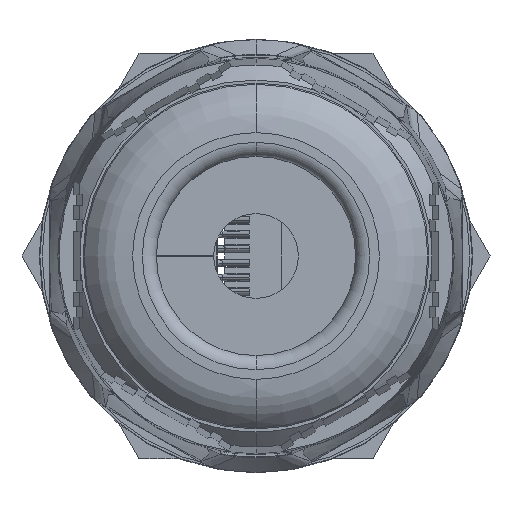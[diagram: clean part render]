
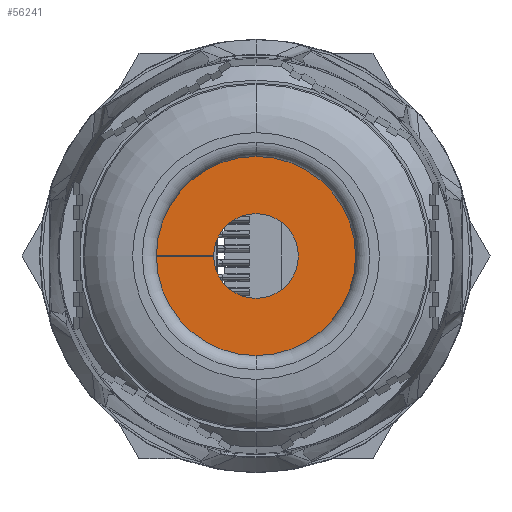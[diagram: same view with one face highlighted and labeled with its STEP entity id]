
A CAD part, left-side view. The second image highlights one B-rep face of the part: STEP entity #56241.
In plain terms, the highlighted face is planar.
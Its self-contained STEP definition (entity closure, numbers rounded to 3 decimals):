
#376 = VECTOR ( 'NONE', #77682, 1000. ) ;
#1025 = CARTESIAN_POINT ( 'NONE',  ( 0., 0., 8.15 ) ) ;
#1158 = CIRCLE ( 'NONE', #60189, 3. ) ;
#1824 = LINE ( 'NONE', #18333, #376 ) ;
#2441 = DIRECTION ( 'NONE',  ( -1., 0., 0. ) ) ;
#4721 = ORIENTED_EDGE ( 'NONE', *, *, #5416, .T. ) ;
#5416 = EDGE_CURVE ( 'NONE', #62189, #55544, #59626, .T. ) ;
#7151 = EDGE_CURVE ( 'NONE', #25452, #87939, #24237, .T. ) ;
#8324 = ORIENTED_EDGE ( 'NONE', *, *, #86662, .F. ) ;
#8448 = DIRECTION ( 'NONE',  ( 0., 0., 1. ) ) ;
#10976 = DIRECTION ( 'NONE',  ( -1., 0., 0. ) ) ;
#13313 = AXIS2_PLACEMENT_3D ( 'NONE', #54257, #10976, #24089 ) ;
#13376 = VECTOR ( 'NONE', #58671, 1000. ) ;
#18333 = CARTESIAN_POINT ( 'NONE',  ( 0., 8.15, 0.005 ) ) ;
#18631 = CARTESIAN_POINT ( 'NONE',  ( 0., 0., 3. ) ) ;
#18956 = CARTESIAN_POINT ( 'NONE',  ( 0., 0., 0. ) ) ;
#24089 = DIRECTION ( 'NONE',  ( 0., 0., 1. ) ) ;
#24235 = VERTEX_POINT ( 'NONE', #55861 ) ;
#24237 = CIRCLE ( 'NONE', #13313, 3. ) ;
#25452 = VERTEX_POINT ( 'NONE', #18631 ) ;
#25544 = AXIS2_PLACEMENT_3D ( 'NONE', #45423, #83854, #8448 ) ;
#26268 = DIRECTION ( 'NONE',  ( 0., 0., 1. ) ) ;
#26353 = CIRCLE ( 'NONE', #83866, 8.15 ) ;
#27932 = FACE_OUTER_BOUND ( 'NONE', #48816, .T. ) ;
#29894 = ORIENTED_EDGE ( 'NONE', *, *, #75113, .T. ) ;
#30894 = ORIENTED_EDGE ( 'NONE', *, *, #55161, .F. ) ;
#31377 = CARTESIAN_POINT ( 'NONE',  ( 0., 0., -8.15 ) ) ;
#32068 = AXIS2_PLACEMENT_3D ( 'NONE', #18956, #57376, #26268 ) ;
#35459 = DIRECTION ( 'NONE',  ( 0., 0., 1. ) ) ;
#37392 = EDGE_CURVE ( 'NONE', #62189, #93504, #47487, .T. ) ;
#39185 = ORIENTED_EDGE ( 'NONE', *, *, #48473, .T. ) ;
#39480 = CIRCLE ( 'NONE', #25544, 3. ) ;
#39887 = DIRECTION ( 'NONE',  ( 0., 0., 1. ) ) ;
#43473 = CARTESIAN_POINT ( 'NONE',  ( 0., 3., -0.005 ) ) ;
#45423 = CARTESIAN_POINT ( 'NONE',  ( 0., 0., 0. ) ) ;
#47487 = CIRCLE ( 'NONE', #55275, 8.15 ) ;
#47663 = CARTESIAN_POINT ( 'NONE',  ( 0., 0., 0. ) ) ;
#48473 = EDGE_CURVE ( 'NONE', #24235, #25452, #39480, .T. ) ;
#48816 = EDGE_LOOP ( 'NONE', ( #63411, #4721, #29894, #39185, #69311, #8324, #56402, #30894 ) ) ;
#51246 = CARTESIAN_POINT ( 'NONE',  ( 0., 3., 0. ) ) ;
#51356 = CARTESIAN_POINT ( 'NONE',  ( 0., 8.15, -0.005 ) ) ;
#54257 = CARTESIAN_POINT ( 'NONE',  ( 0., 0., 0. ) ) ;
#54420 = CARTESIAN_POINT ( 'NONE',  ( 0., 8.15, 0.005 ) ) ;
#55161 = EDGE_CURVE ( 'NONE', #93504, #58677, #64692, .T. ) ;
#55275 = AXIS2_PLACEMENT_3D ( 'NONE', #74289, #66525, #95724 ) ;
#55544 = VERTEX_POINT ( 'NONE', #43473 ) ;
#55861 = CARTESIAN_POINT ( 'NONE',  ( 0., 0., -3. ) ) ;
#56241 = ADVANCED_FACE ( 'NONE', ( #27932 ), #96036, .F. ) ;
#56402 = ORIENTED_EDGE ( 'NONE', *, *, #81647, .F. ) ;
#57376 = DIRECTION ( 'NONE',  ( -1., 0., 0. ) ) ;
#58671 = DIRECTION ( 'NONE',  ( 0., -1., 0. ) ) ;
#58677 = VERTEX_POINT ( 'NONE', #1025 ) ;
#59626 = LINE ( 'NONE', #51356, #13376 ) ;
#60189 = AXIS2_PLACEMENT_3D ( 'NONE', #65164, #86087, #35459 ) ;
#62189 = VERTEX_POINT ( 'NONE', #93118 ) ;
#63411 = ORIENTED_EDGE ( 'NONE', *, *, #37392, .F. ) ;
#64692 = CIRCLE ( 'NONE', #32068, 8.15 ) ;
#65164 = CARTESIAN_POINT ( 'NONE',  ( 0., 0., 0. ) ) ;
#66525 = DIRECTION ( 'NONE',  ( -1., 0., 0. ) ) ;
#66844 = DIRECTION ( 'NONE',  ( 0., 0., 1. ) ) ;
#69311 = ORIENTED_EDGE ( 'NONE', *, *, #7151, .T. ) ;
#72532 = AXIS2_PLACEMENT_3D ( 'NONE', #51246, #79945, #66844 ) ;
#74289 = CARTESIAN_POINT ( 'NONE',  ( 0., 0., 0. ) ) ;
#75113 = EDGE_CURVE ( 'NONE', #55544, #24235, #1158, .T. ) ;
#77682 = DIRECTION ( 'NONE',  ( 0., -1., 0. ) ) ;
#79945 = DIRECTION ( 'NONE',  ( -1., 0., 0. ) ) ;
#81647 = EDGE_CURVE ( 'NONE', #58677, #89958, #26353, .T. ) ;
#81830 = CARTESIAN_POINT ( 'NONE',  ( 0., 3., 0.005 ) ) ;
#83854 = DIRECTION ( 'NONE',  ( -1., 0., 0. ) ) ;
#83866 = AXIS2_PLACEMENT_3D ( 'NONE', #47663, #2441, #39887 ) ;
#86087 = DIRECTION ( 'NONE',  ( -1., 0., 0. ) ) ;
#86662 = EDGE_CURVE ( 'NONE', #89958, #87939, #1824, .T. ) ;
#87939 = VERTEX_POINT ( 'NONE', #81830 ) ;
#89958 = VERTEX_POINT ( 'NONE', #54420 ) ;
#93118 = CARTESIAN_POINT ( 'NONE',  ( 0., 8.15, -0.005 ) ) ;
#93504 = VERTEX_POINT ( 'NONE', #31377 ) ;
#95724 = DIRECTION ( 'NONE',  ( 0., 0., 1. ) ) ;
#96036 = PLANE ( 'NONE',  #72532 ) ;
